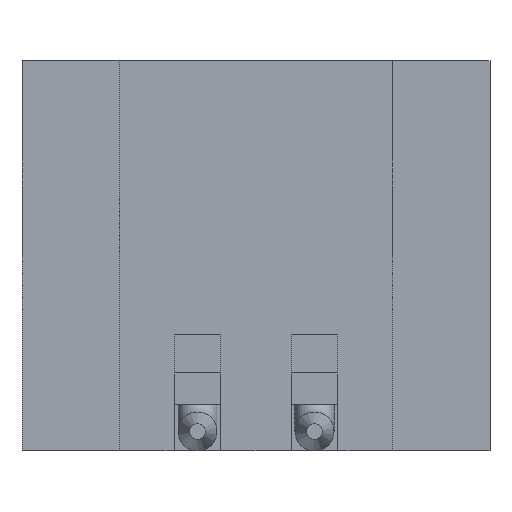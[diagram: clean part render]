
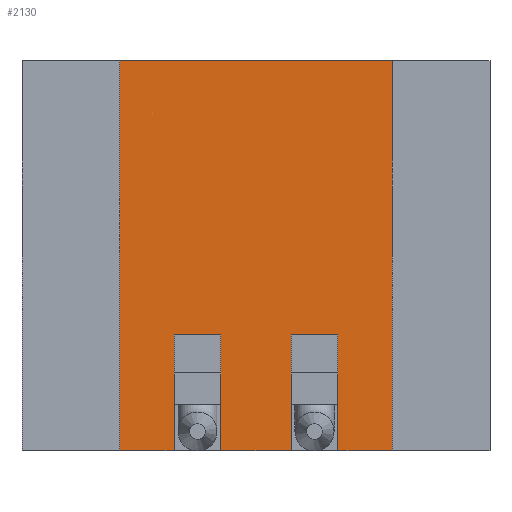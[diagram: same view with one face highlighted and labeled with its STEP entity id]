
A CAD part, front view. The second image highlights one B-rep face of the part: STEP entity #2130.
In plain terms, the highlighted planar face has unit normal (0, -1, 0).
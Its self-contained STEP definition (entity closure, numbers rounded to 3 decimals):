
#1324 = VERTEX_POINT('',#1325);
#1325 = CARTESIAN_POINT('',(1.75,-1.75,5.));
#1331 = EDGE_CURVE('',#1324,#1332,#1334,.T.);
#1332 = VERTEX_POINT('',#1333);
#1333 = CARTESIAN_POINT('',(-1.75,-1.75,5.));
#1334 = LINE('',#1335,#1336);
#1335 = CARTESIAN_POINT('',(1.75,-1.75,5.));
#1336 = VECTOR('',#1337,1.);
#1337 = DIRECTION('',(-1.,0.,0.));
#1909 = VERTEX_POINT('',#1910);
#1910 = CARTESIAN_POINT('',(1.75,-1.75,0.));
#1916 = EDGE_CURVE('',#1324,#1909,#1917,.T.);
#1917 = LINE('',#1918,#1919);
#1918 = CARTESIAN_POINT('',(1.75,-1.75,5.));
#1919 = VECTOR('',#1920,1.);
#1920 = DIRECTION('',(-0.,-0.,-1.));
#2111 = EDGE_CURVE('',#1332,#2112,#2114,.T.);
#2112 = VERTEX_POINT('',#2113);
#2113 = CARTESIAN_POINT('',(-1.75,-1.75,0.));
#2114 = LINE('',#2115,#2116);
#2115 = CARTESIAN_POINT('',(-1.75,-1.75,5.));
#2116 = VECTOR('',#2117,1.);
#2117 = DIRECTION('',(-0.,-0.,-1.));
#2130 = ADVANCED_FACE('',(#2131),#2206,.F.);
#2131 = FACE_BOUND('',#2132,.F.);
#2132 = EDGE_LOOP('',(#2133,#2134,#2135,#2143,#2151,#2159,#2167,#2175,
    #2183,#2191,#2199,#2205));
#2133 = ORIENTED_EDGE('',*,*,#1331,.F.);
#2134 = ORIENTED_EDGE('',*,*,#1916,.T.);
#2135 = ORIENTED_EDGE('',*,*,#2136,.F.);
#2136 = EDGE_CURVE('',#2137,#1909,#2139,.T.);
#2137 = VERTEX_POINT('',#2138);
#2138 = CARTESIAN_POINT('',(1.05,-1.75,0.));
#2139 = LINE('',#2140,#2141);
#2140 = CARTESIAN_POINT('',(0.875,-1.75,0.));
#2141 = VECTOR('',#2142,1.);
#2142 = DIRECTION('',(1.,0.,0.));
#2143 = ORIENTED_EDGE('',*,*,#2144,.T.);
#2144 = EDGE_CURVE('',#2137,#2145,#2147,.T.);
#2145 = VERTEX_POINT('',#2146);
#2146 = CARTESIAN_POINT('',(1.05,-1.75,1.5));
#2147 = LINE('',#2148,#2149);
#2148 = CARTESIAN_POINT('',(1.05,-1.75,3.25));
#2149 = VECTOR('',#2150,1.);
#2150 = DIRECTION('',(0.,0.,1.));
#2151 = ORIENTED_EDGE('',*,*,#2152,.T.);
#2152 = EDGE_CURVE('',#2145,#2153,#2155,.T.);
#2153 = VERTEX_POINT('',#2154);
#2154 = CARTESIAN_POINT('',(0.45,-1.75,1.5));
#2155 = LINE('',#2156,#2157);
#2156 = CARTESIAN_POINT('',(1.1,-1.75,1.5));
#2157 = VECTOR('',#2158,1.);
#2158 = DIRECTION('',(-1.,0.,0.));
#2159 = ORIENTED_EDGE('',*,*,#2160,.T.);
#2160 = EDGE_CURVE('',#2153,#2161,#2163,.T.);
#2161 = VERTEX_POINT('',#2162);
#2162 = CARTESIAN_POINT('',(0.45,-1.75,0.));
#2163 = LINE('',#2164,#2165);
#2164 = CARTESIAN_POINT('',(0.45,-1.75,2.5));
#2165 = VECTOR('',#2166,1.);
#2166 = DIRECTION('',(0.,0.,-1.));
#2167 = ORIENTED_EDGE('',*,*,#2168,.F.);
#2168 = EDGE_CURVE('',#2169,#2161,#2171,.T.);
#2169 = VERTEX_POINT('',#2170);
#2170 = CARTESIAN_POINT('',(-0.45,-1.75,0.));
#2171 = LINE('',#2172,#2173);
#2172 = CARTESIAN_POINT('',(0.875,-1.75,0.));
#2173 = VECTOR('',#2174,1.);
#2174 = DIRECTION('',(1.,0.,0.));
#2175 = ORIENTED_EDGE('',*,*,#2176,.T.);
#2176 = EDGE_CURVE('',#2169,#2177,#2179,.T.);
#2177 = VERTEX_POINT('',#2178);
#2178 = CARTESIAN_POINT('',(-0.45,-1.75,1.5));
#2179 = LINE('',#2180,#2181);
#2180 = CARTESIAN_POINT('',(-0.45,-1.75,3.25));
#2181 = VECTOR('',#2182,1.);
#2182 = DIRECTION('',(0.,0.,1.));
#2183 = ORIENTED_EDGE('',*,*,#2184,.T.);
#2184 = EDGE_CURVE('',#2177,#2185,#2187,.T.);
#2185 = VERTEX_POINT('',#2186);
#2186 = CARTESIAN_POINT('',(-1.05,-1.75,1.5));
#2187 = LINE('',#2188,#2189);
#2188 = CARTESIAN_POINT('',(0.35,-1.75,1.5));
#2189 = VECTOR('',#2190,1.);
#2190 = DIRECTION('',(-1.,0.,0.));
#2191 = ORIENTED_EDGE('',*,*,#2192,.T.);
#2192 = EDGE_CURVE('',#2185,#2193,#2195,.T.);
#2193 = VERTEX_POINT('',#2194);
#2194 = CARTESIAN_POINT('',(-1.05,-1.75,0.));
#2195 = LINE('',#2196,#2197);
#2196 = CARTESIAN_POINT('',(-1.05,-1.75,2.5));
#2197 = VECTOR('',#2198,1.);
#2198 = DIRECTION('',(0.,0.,-1.));
#2199 = ORIENTED_EDGE('',*,*,#2200,.F.);
#2200 = EDGE_CURVE('',#2112,#2193,#2201,.T.);
#2201 = LINE('',#2202,#2203);
#2202 = CARTESIAN_POINT('',(0.875,-1.75,0.));
#2203 = VECTOR('',#2204,1.);
#2204 = DIRECTION('',(1.,0.,0.));
#2205 = ORIENTED_EDGE('',*,*,#2111,.F.);
#2206 = PLANE('',#2207);
#2207 = AXIS2_PLACEMENT_3D('',#2208,#2209,#2210);
#2208 = CARTESIAN_POINT('',(1.75,-1.75,5.));
#2209 = DIRECTION('',(0.,1.,0.));
#2210 = DIRECTION('',(-1.,0.,0.));
